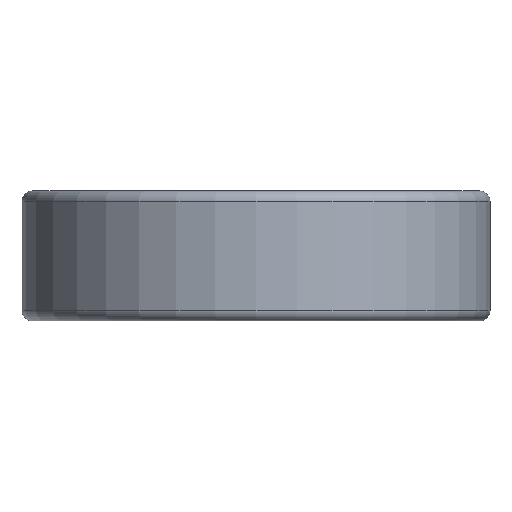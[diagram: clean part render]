
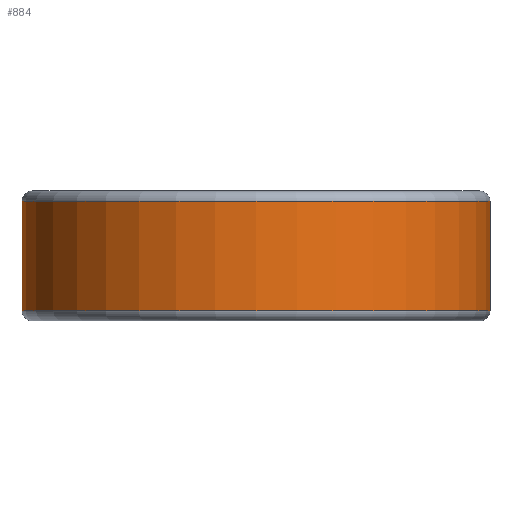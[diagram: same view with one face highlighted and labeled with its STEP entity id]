
A CAD part, left-side view. The second image highlights one B-rep face of the part: STEP entity #884.
In plain terms, the highlighted cylindrical face has radius 4.5 mm (diameter 9 mm), a partial arc.
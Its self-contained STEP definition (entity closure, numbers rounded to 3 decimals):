
#635=CARTESIAN_POINT('',(0.,0.,1.05));
#636=DIRECTION('',(0.,0.,1.));
#637=DIRECTION('',(0.,1.,0.));
#638=AXIS2_PLACEMENT_3D('',#635,#636,#637);
#643=DIRECTION('',(0.,0.,1.));
#644=VECTOR('',#643,2.1);
#645=CARTESIAN_POINT('',(0.,-4.5,-1.05));
#646=LINE('',#645,#644);
#650=CARTESIAN_POINT('',(0.,0.,-1.05));
#651=DIRECTION('',(0.,0.,1.));
#652=DIRECTION('',(0.,1.,0.));
#653=AXIS2_PLACEMENT_3D('',#650,#651,#652);
#658=DIRECTION('',(0.,0.,1.));
#659=VECTOR('',#658,2.1);
#660=CARTESIAN_POINT('',(0.,4.5,-1.05));
#661=LINE('',#660,#659);
#733=CARTESIAN_POINT('',(0.,-4.5,1.05));
#734=CARTESIAN_POINT('',(0.,4.5,1.05));
#735=VERTEX_POINT('',#733);
#736=VERTEX_POINT('',#734);
#737=CARTESIAN_POINT('',(0.,4.5,-1.05));
#738=CARTESIAN_POINT('',(0.,-4.5,-1.05));
#739=VERTEX_POINT('',#737);
#740=VERTEX_POINT('',#738);
#870=CARTESIAN_POINT('',(0.,0.,1.375));
#871=DIRECTION('',(0.,0.,-1.));
#872=DIRECTION('',(0.,-1.,0.));
#873=AXIS2_PLACEMENT_3D('',#870,#871,#872);
#874=CYLINDRICAL_SURFACE('',#873,4.5);
#876=ORIENTED_EDGE('',*,*,#875,.T.);
#878=ORIENTED_EDGE('',*,*,#877,.F.);
#879=ORIENTED_EDGE('',*,*,#860,.F.);
#881=ORIENTED_EDGE('',*,*,#880,.T.);
#882=EDGE_LOOP('',(#876,#878,#879,#881));
#883=FACE_OUTER_BOUND('',#882,.F.);
#639=CIRCLE('',#638,4.5);
#654=CIRCLE('',#653,4.5);
#860=EDGE_CURVE('',#739,#740,#654,.T.);
#875=EDGE_CURVE('',#736,#735,#639,.T.);
#877=EDGE_CURVE('',#740,#735,#646,.T.);
#880=EDGE_CURVE('',#739,#736,#661,.T.);
#884=ADVANCED_FACE('',(#883),#874,.T.);
